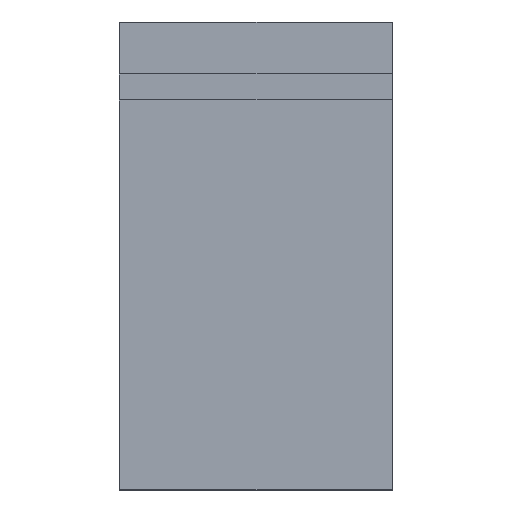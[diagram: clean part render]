
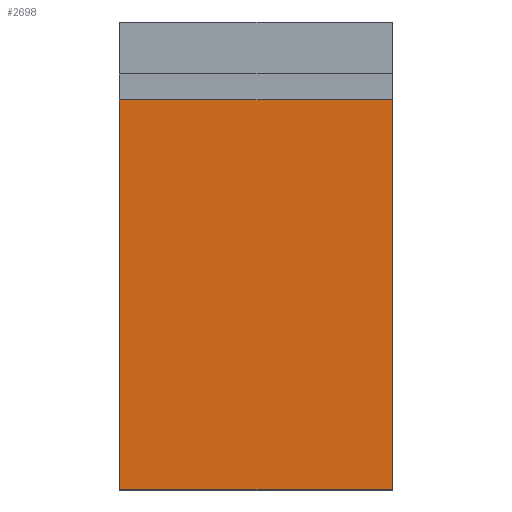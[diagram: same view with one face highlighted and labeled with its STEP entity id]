
A CAD part, front view. The second image highlights one B-rep face of the part: STEP entity #2698.
In plain terms, the highlighted planar face has unit normal (0, -1, 0).
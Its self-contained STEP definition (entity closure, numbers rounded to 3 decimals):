
#2698=ADVANCED_FACE('',(#3262),#3019,.T.);
#3019=PLANE('',#8125);
#3262=FACE_OUTER_BOUND('',#3522,.T.);
#3522=EDGE_LOOP('',(#3927,#3928,#3929,#3930));
#3927=ORIENTED_EDGE('',*,*,#6087,.T.);
#3928=ORIENTED_EDGE('',*,*,#6088,.T.);
#3929=ORIENTED_EDGE('',*,*,#6089,.T.);
#3930=ORIENTED_EDGE('',*,*,#6090,.F.);
#5541=VERTEX_POINT('',#10265);
#5542=VERTEX_POINT('',#10266);
#5543=VERTEX_POINT('',#10268);
#5544=VERTEX_POINT('',#10270);
#6087=EDGE_CURVE('',#5541,#5542,#6894,.T.);
#6088=EDGE_CURVE('',#5542,#5543,#6895,.T.);
#6089=EDGE_CURVE('',#5543,#5544,#6896,.T.);
#6090=EDGE_CURVE('',#5541,#5544,#6897,.T.);
#6894=LINE('',#10264,#7509);
#6895=LINE('',#10267,#7510);
#6896=LINE('',#10269,#7511);
#6897=LINE('',#10271,#7512);
#7509=VECTOR('',#8634,1.);
#7510=VECTOR('',#8635,1.);
#7511=VECTOR('',#8636,1.);
#7512=VECTOR('',#8637,1.);
#8125=AXIS2_PLACEMENT_3D('',#10272,#8638,#8639);
#8634=DIRECTION('',(-1.,0.,0.));
#8635=DIRECTION('',(0.,0.,-1.));
#8636=DIRECTION('',(1.,0.,0.));
#8637=DIRECTION('',(0.,0.,-1.));
#8638=DIRECTION('',(0.,-1.,0.));
#8639=DIRECTION('',(0.,0.,-1.));
#10264=CARTESIAN_POINT('',(42.,0.,60.));
#10265=CARTESIAN_POINT('',(42.,0.,60.));
#10266=CARTESIAN_POINT('',(0.,0.,60.));
#10267=CARTESIAN_POINT('',(0.,0.,60.));
#10268=CARTESIAN_POINT('',(0.,0.,
0.));
#10269=CARTESIAN_POINT('',(0.,0.,
0.));
#10270=CARTESIAN_POINT('',(42.,0.,0.));
#10271=CARTESIAN_POINT('',(42.,0.,60.));
#10272=CARTESIAN_POINT('',(0.,0.,72.));
